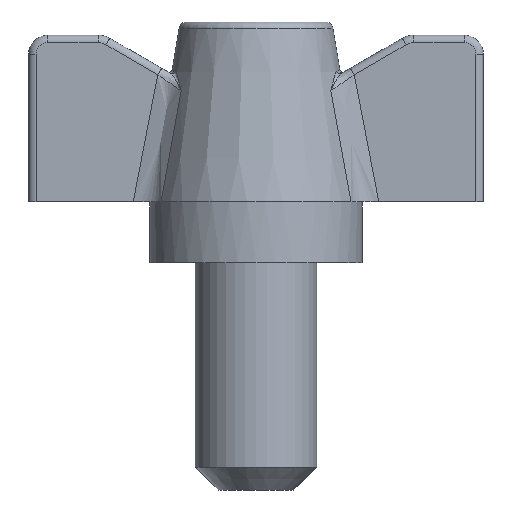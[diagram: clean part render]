
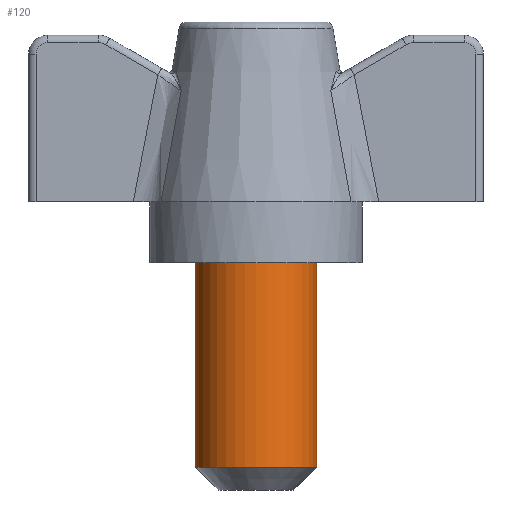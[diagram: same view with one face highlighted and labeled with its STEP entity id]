
A CAD part, front view. The second image highlights one B-rep face of the part: STEP entity #120.
In plain terms, the highlighted cylindrical face has radius 4 mm (diameter 8 mm), a full revolution.
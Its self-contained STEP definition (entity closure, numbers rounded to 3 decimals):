
#120 = ADVANCED_FACE( '', ( #274, #275 ), #276, .T. );
#274 = FACE_OUTER_BOUND( '', #863, .T. );
#275 = FACE_OUTER_BOUND( '', #864, .T. );
#276 = CYLINDRICAL_SURFACE( '', #865, 4. );
#863 = EDGE_LOOP( '', ( #1668 ) );
#864 = EDGE_LOOP( '', ( #1669 ) );
#865 = AXIS2_PLACEMENT_3D( '', #1670, #1671, #1672 );
#1668 = ORIENTED_EDGE( '', *, *, #2050, .T. );
#1669 = ORIENTED_EDGE( '', *, *, #1986, .T. );
#1670 = CARTESIAN_POINT( '', ( 0., 0., -15. ) );
#1671 = DIRECTION( '', ( 0., 0., -1. ) );
#1672 = DIRECTION( '', ( 1., 0., 0. ) );
#1986 = EDGE_CURVE( '', #2190, #2190, #2191, .F. );
#2050 = EDGE_CURVE( '', #2289, #2289, #2290, .F. );
#2190 = VERTEX_POINT( '', #2600 );
#2191 = CIRCLE( '', #2601, 4. );
#2289 = VERTEX_POINT( '', #2982 );
#2290 = CIRCLE( '', #2983, 4. );
#2600 = CARTESIAN_POINT( '', ( 4., 0., 0. ) );
#2601 = AXIS2_PLACEMENT_3D( '', #3333, #3334, #3335 );
#2982 = CARTESIAN_POINT( '', ( -4., 0., -13.5 ) );
#2983 = AXIS2_PLACEMENT_3D( '', #3418, #3419, #3420 );
#3333 = CARTESIAN_POINT( '', ( 0., 0., 0. ) );
#3334 = DIRECTION( '', ( 0., 0., 1. ) );
#3335 = DIRECTION( '', ( 1., 0., 0. ) );
#3418 = CARTESIAN_POINT( '', ( 0., 0., -13.5 ) );
#3419 = DIRECTION( '', ( 0., 0., -1. ) );
#3420 = DIRECTION( '', ( -1., 0., 0. ) );
